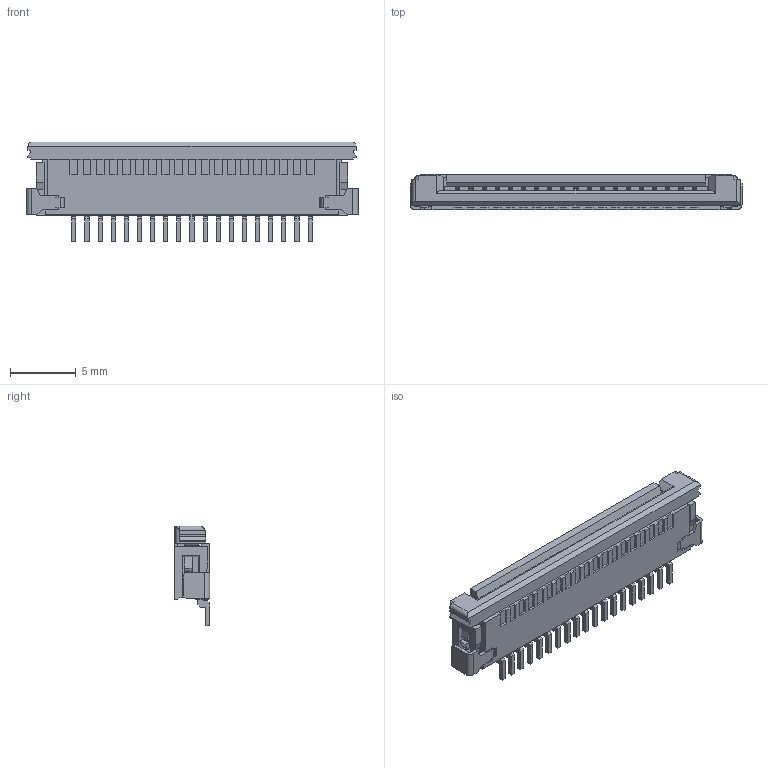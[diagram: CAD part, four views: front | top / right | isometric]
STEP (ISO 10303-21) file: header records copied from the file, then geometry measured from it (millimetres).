
FILE_DESCRIPTION((''),'2;1');
FILE_NAME('522071960','2019-03-15T',('gga'),(''),'PRO/ENGINEER BY PARAMETRIC TECHNOLOGY CORPORATION, 2016010','PRO/ENGINEER BY PARAMETRIC TECHNOLOGY CORPORATION, 2016010','');
FILE_SCHEMA(('CONFIG_CONTROL_DESIGN'));
Length unit declared in the file: millimetre
Products named in the file (1): 522071960
Bounding box: 25.3 x 2.7 x 7.6 mm (x, y, z)
Volume: 295.9 mm3; surface area: 866.7 mm2
Topology: 1 solids, 1 shells, 760 faces, 2361 edges, 1588 vertices
Faces by surface type: plane 680, cylinder 80
Entity records: 25879 total; most frequent: CARTESIAN_POINT 4664, ORIENTED_EDGE 4554, DIRECTION 4033, EDGE_CURVE 2277, VECTOR 2199, LINE 2199, VERTEX_POINT 1504, AXIS2_PLACEMENT_3D 917
